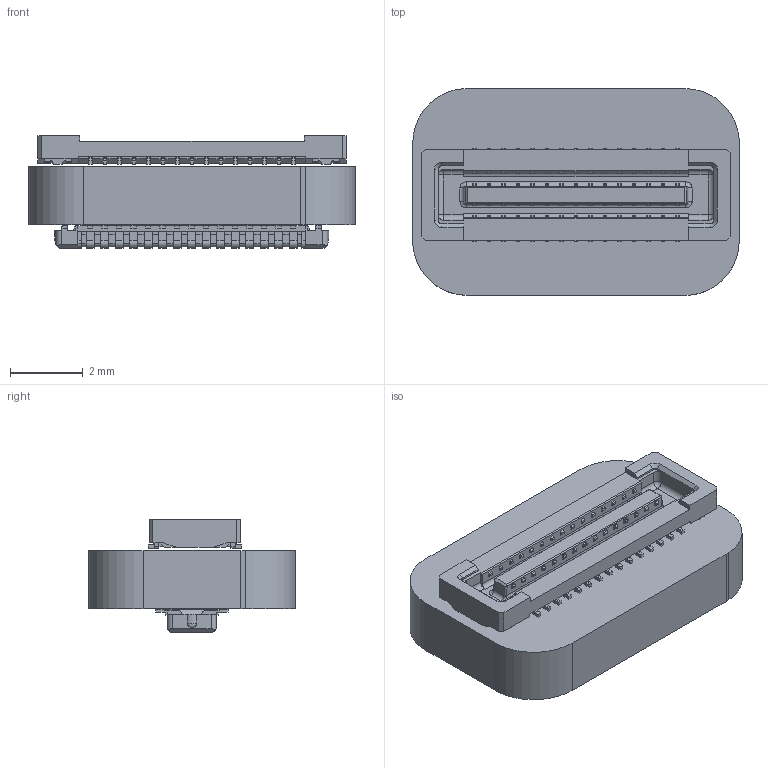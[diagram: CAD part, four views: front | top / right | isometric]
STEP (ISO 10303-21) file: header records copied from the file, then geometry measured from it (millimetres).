
FILE_DESCRIPTION(('KiCad electronic assembly'),'2;1');
FILE_NAME('Verticale Sensor Spacer.step','2024-12-27T21:59:24',('Pcbnew' ),('Kicad'),'Open CASCADE STEP processor 7.6', 'KiCad to STEP converter','Unknown');
FILE_SCHEMA(('AUTOMOTIVE_DESIGN { 1 0 10303 214 1 1 1 1 }'));
Length unit declared in the file: millimetre
Products named in the file (6): Verticale Sensor Spacer 1; TE c-3-2363961-0-a-3d; C-3-2363961-0; TE c-3-2363962-0-a-3d; C-3-2363962-0; Verticale Sensor Spacer_PCB
Assembly tree (5 placements, depth 3):
  Verticale Sensor Spacer 1
    TE c-3-2363961-0-a-3d
      C-3-2363961-0
    TE c-3-2363962-0-a-3d
      C-3-2363962-0
    Verticale Sensor Spacer_PCB
Bounding box: 9 x 5.7 x 3.1 mm (x, y, z)
Volume: 92.7 mm3; surface area: 259.8 mm2
Topology: 3 solids, 4 shells, 1936 faces, 5595 edges, 3732 vertices
Faces by surface type: plane 1231, cylinder 683, bspline 10, cone 4, sphere 4, torus 4
Entity records: 64156 total; most frequent: CARTESIAN_POINT 11789, ORIENTED_EDGE 11182, DIRECTION 10829, EDGE_CURVE 5591, LINE 4113, VECTOR 4113, VERTEX_POINT 3732, AXIS2_PLACEMENT_3D 3358
